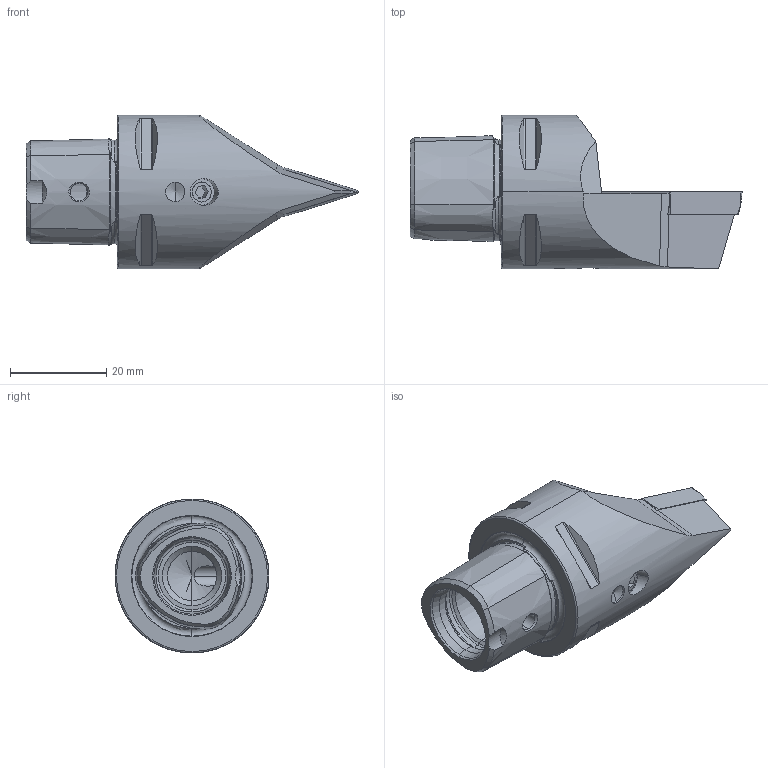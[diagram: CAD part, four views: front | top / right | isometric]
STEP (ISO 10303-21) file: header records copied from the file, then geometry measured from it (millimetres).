
FILE_DESCRIPTION (( 'STEP AP214' ), '1' );
FILE_NAME ('PS3.KVF.NVA.050.STEP', '2024-10-29T12:13:42', ( '' ), ( '' ), 'SwSTEP 2.0', 'SolidWorks 2022', '' );
FILE_SCHEMA (( 'AUTOMOTIVE_DESIGN' ));
Length unit declared in the file: millimetre
Products named in the file (5): PS3-KVF.NVA.050_A_mit kühlmitteldüse; ISO 4026 - M5 x 6_PreviewCfg; PS3.KVF.NVA.050; WCB-ER2.001.009_B; VBMT160404
Assembly tree (4 placements, depth 2):
  PS3.KVF.NVA.050
    PS3-KVF.NVA.050_A_mit kühlmitteldüse
    WCB-ER2.001.009_B
    VBMT160404
    ISO 4026 - M5 x 6_PreviewCfg
Bounding box: 69 x 32 x 32 mm (x, y, z)
Volume: 21614.1 mm3; surface area: 8662.3 mm2
Topology: 4 solids, 4 shells, 267 faces, 660 edges, 400 vertices
Faces by surface type: cone 77, cylinder 68, plane 65, torus 41, bspline 14, sphere 2
Entity records: 9361 total; most frequent: CARTESIAN_POINT 3010, ORIENTED_EDGE 1296, DIRECTION 1204, EDGE_CURVE 648, AXIS2_PLACEMENT_3D 486, VERTEX_POINT 400, EDGE_LOOP 286, FACE_OUTER_BOUND 267
